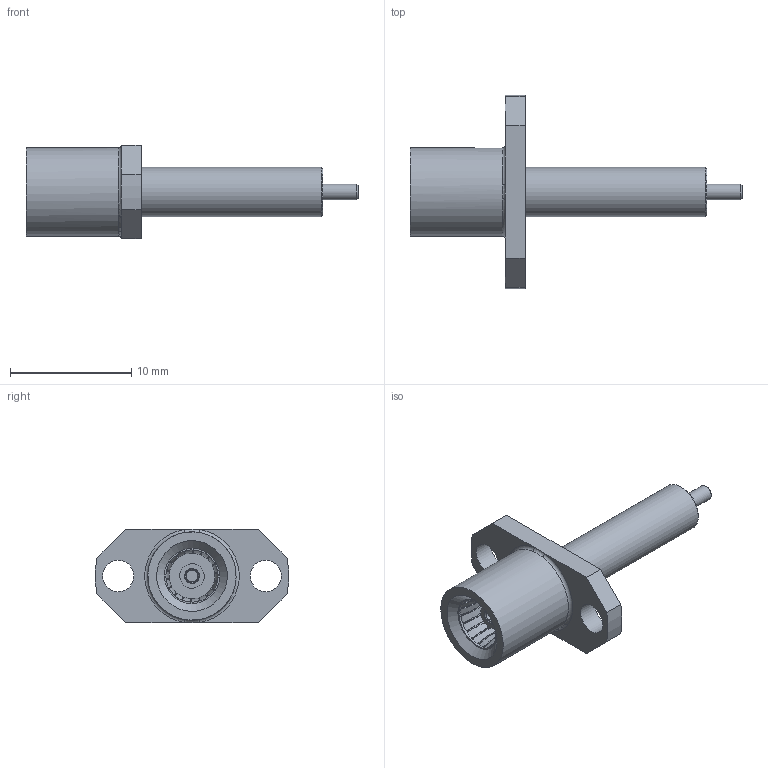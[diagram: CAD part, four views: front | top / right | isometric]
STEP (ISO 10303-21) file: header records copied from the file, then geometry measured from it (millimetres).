
FILE_DESCRIPTION (( 'STEP AP203' ), '1' );
FILE_NAME ('FMCN1225_3D.step', '2021-12-09T22:43:58', ( '' ), ( '' ), 'SwSTEP 2.0', 'SolidWorks 2021', '' );
FILE_SCHEMA (( 'CONFIG_CONTROL_DESIGN' ));
Length unit declared in the file: inch
Products named in the file (1): FMCN1225_3D
Bounding box: 27.43 x 15.97 x 7.7 mm (x, y, z)
Volume: 622.4 mm3; surface area: 868.3 mm2
Topology: 1 solids, 1 shells, 155 faces, 532 edges, 353 vertices
Faces by surface type: plane 90, cylinder 51, cone 7, bspline 5, torus 2
Full cylindrical faces by diameter (mm): 0.94 x1, 1.194 x1, 1.245 x1, 1.275 x1, 2.032 x1, 2.591 x2, 4.06 x1, 4.064 x1, 4.318 x1, 4.561 x1, 4.572 x1, 7.29 x1
Entity records: 6326 total; most frequent: CARTESIAN_POINT 2135, ORIENTED_EDGE 1016, DIRECTION 662, EDGE_CURVE 508, VERTEX_POINT 346, AXIS2_PLACEMENT_3D 249, B_SPLINE_CURVE_WITH_KNOTS 224, EDGE_LOOP 186
